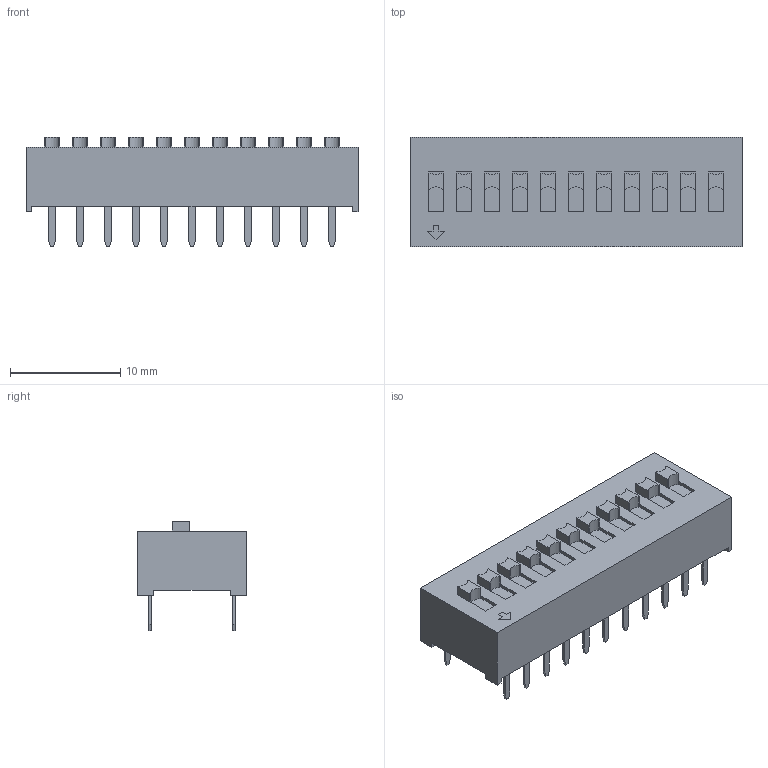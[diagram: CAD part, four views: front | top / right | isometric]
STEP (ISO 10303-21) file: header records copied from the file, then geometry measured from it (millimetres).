
FILE_DESCRIPTION(/* description */ ('model of SW_DIP_SPSTx11_Slide_9.78x30.12mm_W7.62mm_P2.54mm'),/* implementation_level */ '2;1');
FILE_NAME(/* name */ 'SW_DIP_SPSTx11_Slide_9.78x30.12mm_W7.62mm_P2.54mm.step',/* time_stamp */ '2018-12-27T21:34:18',/* author */ ('Terje Io','https://github.com/terjeio'),/* organization */ ('FreeCAD'),/* preprocessor_version */ 'OCC',/* originating_system */ 'kicad StepUp',/* authorisation */ '');
FILE_SCHEMA(('AUTOMOTIVE_DESIGN { 1 0 10303 214 1 1 1 1 }'));
Length unit declared in the file: millimetre
Products named in the file (1): SW_DIP_SPSTx11_Slide_978x3012mm_W762mm_P254mm
Bounding box: 30.12 x 9.9 x 9.95 mm (x, y, z)
Volume: 1613.5 mm3; surface area: 1251.2 mm2
Topology: 1 solids, 1 shells, 338 faces, 869 edges, 567 vertices
Faces by surface type: plane 316, cylinder 22
Entity records: 12421 total; most frequent: CARTESIAN_POINT 1775, ORIENTED_EDGE 1738, DIRECTION 1591, EDGE_CURVE 869, LINE 825, VECTOR 825, VERTEX_POINT 567, AXIS2_PLACEMENT_3D 383
